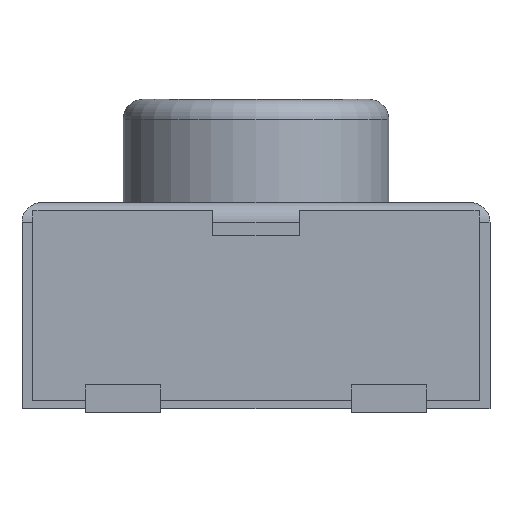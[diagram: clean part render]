
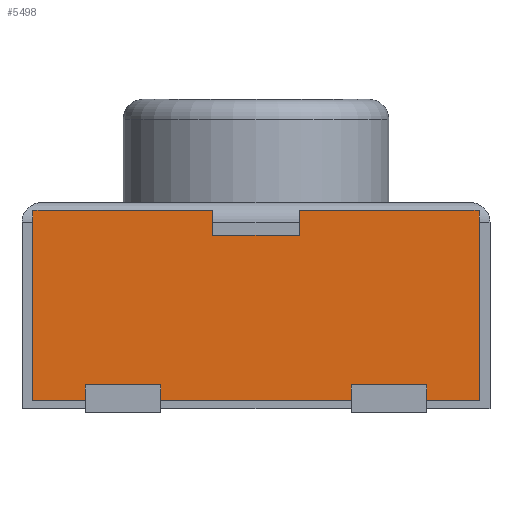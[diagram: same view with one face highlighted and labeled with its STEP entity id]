
A CAD part, left-side view. The second image highlights one B-rep face of the part: STEP entity #5498.
In plain terms, the highlighted planar face has unit normal (-1, 0, 0).
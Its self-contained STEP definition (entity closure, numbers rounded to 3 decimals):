
#522=ORIENTED_EDGE('',*,*,#1615,.T.);
#523=ORIENTED_EDGE('',*,*,#1625,.T.);
#524=ORIENTED_EDGE('',*,*,#1616,.T.);
#525=ORIENTED_EDGE('',*,*,#1620,.T.);
#526=ORIENTED_EDGE('',*,*,#1622,.T.);
#527=ORIENTED_EDGE('',*,*,#1626,.T.);
#528=ORIENTED_EDGE('',*,*,#1623,.T.);
#529=ORIENTED_EDGE('',*,*,#1612,.T.);
#1612=EDGE_CURVE('',#2165,#2164,#2563,.T.);
#1615=EDGE_CURVE('',#2164,#2166,#2565,.T.);
#1616=EDGE_CURVE('',#2167,#2168,#2566,.T.);
#1620=EDGE_CURVE('',#2168,#2169,#2569,.T.);
#1622=EDGE_CURVE('',#2169,#2170,#2570,.T.);
#1623=EDGE_CURVE('',#2171,#2165,#2571,.T.);
#1625=EDGE_CURVE('',#2166,#2167,#2572,.F.);
#1626=EDGE_CURVE('',#2170,#2171,#2573,.F.);
#2164=VERTEX_POINT('',#6882);
#2165=VERTEX_POINT('',#6884);
#2166=VERTEX_POINT('',#6888);
#2167=VERTEX_POINT('',#6892);
#2168=VERTEX_POINT('',#6893);
#2169=VERTEX_POINT('',#6898);
#2170=VERTEX_POINT('',#6902);
#2171=VERTEX_POINT('',#6906);
#2563=LINE('',#6883,#2859);
#2565=LINE('',#6889,#2861);
#2566=LINE('',#6891,#2862);
#2569=LINE('',#6899,#2865);
#2570=LINE('',#6903,#2866);
#2571=LINE('',#6905,#2867);
#2572=LINE('',#6909,#2868);
#2573=LINE('',#6910,#2869);
#2859=VECTOR('',#6106,1000.);
#2861=VECTOR('',#6112,1000.);
#2862=VECTOR('',#6115,1000.);
#2865=VECTOR('',#6122,1000.);
#2866=VECTOR('',#6127,1000.);
#2867=VECTOR('',#6130,1000.);
#2868=VECTOR('',#6135,1000.);
#2869=VECTOR('',#6136,1000.);
#3095=EDGE_LOOP('',(#522,#523,#524,#525,#526,#527,#528,#529));
#3355=FACE_BOUND('',#3095,.T.);
#3610=PLANE('',#5775);
#5498=ADVANCED_FACE('',(#3355),#3610,.T.);
#5775=AXIS2_PLACEMENT_3D('',#6908,#6133,#6134);
#6106=DIRECTION('',(0.,-1.,0.));
#6112=DIRECTION('',(0.,0.,1.));
#6115=DIRECTION('',(0.,0.,-1.));
#6122=DIRECTION('',(0.,1.,0.));
#6127=DIRECTION('',(0.,0.,1.));
#6130=DIRECTION('',(0.,0.,-1.));
#6133=DIRECTION('',(-1.,0.,0.));
#6134=DIRECTION('',(0.,0.,1.));
#6135=DIRECTION('',(0.,-1.,0.));
#6136=DIRECTION('',(0.,-1.,0.));
#6882=CARTESIAN_POINT('',(-1.727,-1.428,0.075));
#6883=CARTESIAN_POINT('',(-1.727,1.428,0.075));
#6884=CARTESIAN_POINT('',(-1.727,1.428,0.075));
#6888=CARTESIAN_POINT('',(-1.727,-1.428,1.295));
#6889=CARTESIAN_POINT('',(-1.727,-1.428,0.075));
#6891=CARTESIAN_POINT('',(-1.727,-0.278,1.296));
#6892=CARTESIAN_POINT('',(-1.727,-0.278,1.295));
#6893=CARTESIAN_POINT('',(-1.727,-0.278,1.137));
#6898=CARTESIAN_POINT('',(-1.727,0.278,1.137));
#6899=CARTESIAN_POINT('',(-1.727,-0.278,1.137));
#6902=CARTESIAN_POINT('',(-1.727,0.278,1.295));
#6903=CARTESIAN_POINT('',(-1.727,0.278,1.137));
#6905=CARTESIAN_POINT('',(-1.727,1.428,1.296));
#6906=CARTESIAN_POINT('',(-1.727,1.428,1.295));
#6908=CARTESIAN_POINT('',(-1.727,0.,0.));
#6909=CARTESIAN_POINT('',(-1.727,-1.428,1.295));
#6910=CARTESIAN_POINT('',(-1.727,0.278,1.295));
